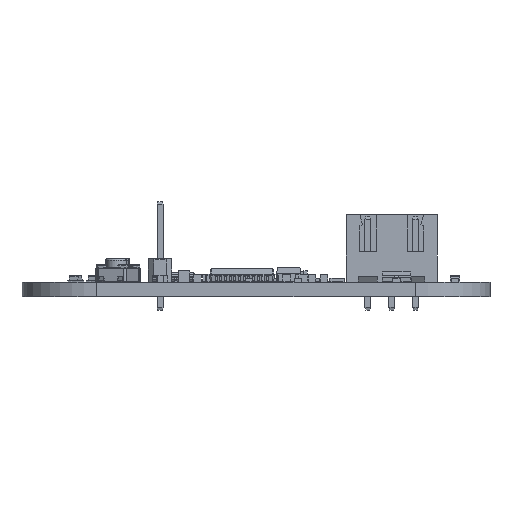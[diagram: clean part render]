
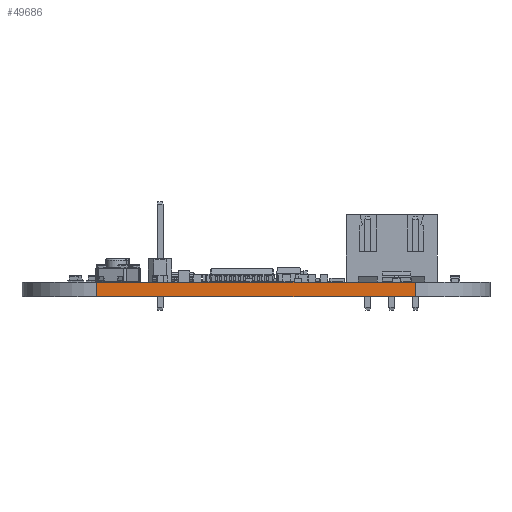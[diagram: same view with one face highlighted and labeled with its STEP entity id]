
A CAD part, left-side view. The second image highlights one B-rep face of the part: STEP entity #49686.
In plain terms, the highlighted planar face has unit normal (-1, 0, 0).
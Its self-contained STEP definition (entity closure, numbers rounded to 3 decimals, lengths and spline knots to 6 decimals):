
#2810=PLANE('',#57550);
#8265=LINE('',#85331,#13744);
#8272=LINE('',#85558,#13751);
#8278=LINE('',#85578,#13757);
#8280=LINE('',#85581,#13759);
#13744=VECTOR('',#71042,1.);
#13751=VECTOR('',#71263,1.);
#13757=VECTOR('',#71279,1.);
#13759=VECTOR('',#71283,1.);
#27256=ORIENTED_EDGE('',*,*,#34277,.F.);
#27257=ORIENTED_EDGE('',*,*,#34402,.T.);
#27258=ORIENTED_EDGE('',*,*,#34390,.F.);
#27259=ORIENTED_EDGE('',*,*,#34400,.F.);
#34277=EDGE_CURVE('',#38802,#38793,#8265,.T.);
#34390=EDGE_CURVE('',#38915,#38916,#8272,.T.);
#34400=EDGE_CURVE('',#38793,#38915,#8278,.T.);
#34402=EDGE_CURVE('',#38802,#38916,#8280,.T.);
#38793=VERTEX_POINT('',#85312);
#38802=VERTEX_POINT('',#85330);
#38915=VERTEX_POINT('',#85557);
#38916=VERTEX_POINT('',#85559);
#43136=EDGE_LOOP('',(#27256,#27257,#27258,#27259));
#46241=FACE_BOUND('',#43136,.T.);
#49686=ADVANCED_FACE('',(#46241),#2810,.T.);
#57550=AXIS2_PLACEMENT_3D('',#85580,#71281,#71282);
#71042=DIRECTION('',(0.,1.,0.));
#71263=DIRECTION('',(0.,-1.,0.));
#71279=DIRECTION('',(0.,0.,1.));
#71281=DIRECTION('',(-1.,0.,0.));
#71282=DIRECTION('',(0.,-1.,0.));
#71283=DIRECTION('',(0.,0.,1.));
#85312=CARTESIAN_POINT('',(-0.04,0.029,0.));
#85330=CARTESIAN_POINT('',(-0.04,-0.005,0.));
#85331=CARTESIAN_POINT('',(-0.04,-0.005,0.));
#85557=CARTESIAN_POINT('',(-0.04,0.029,0.00157));
#85558=CARTESIAN_POINT('',(-0.04,-0.005,0.00157));
#85559=CARTESIAN_POINT('',(-0.04,-0.005,0.00157));
#85578=CARTESIAN_POINT('',(-0.04,0.029,0.000785));
#85580=CARTESIAN_POINT('',(-0.04,0.029,0.));
#85581=CARTESIAN_POINT('',(-0.04,-0.005,0.));
